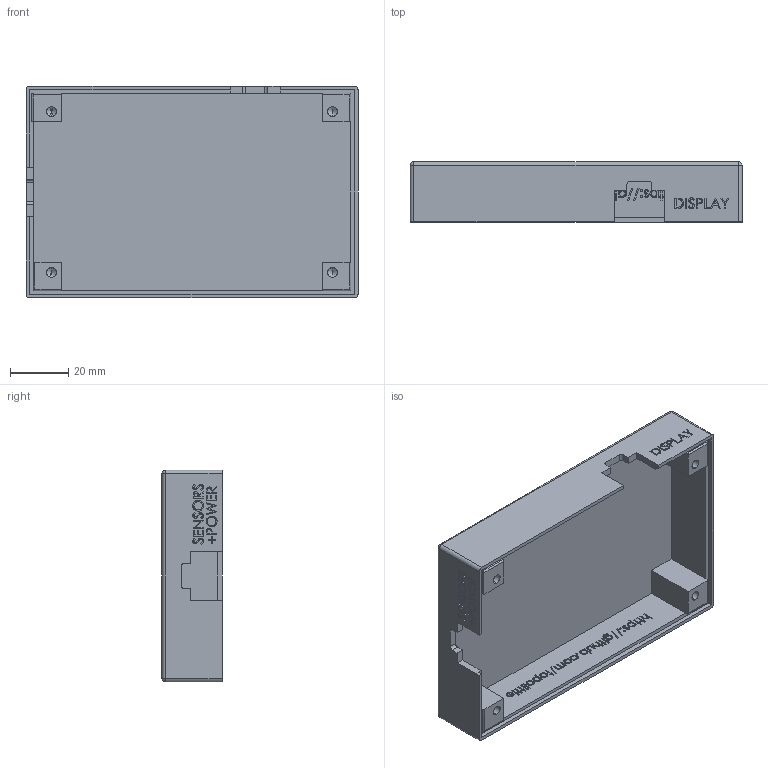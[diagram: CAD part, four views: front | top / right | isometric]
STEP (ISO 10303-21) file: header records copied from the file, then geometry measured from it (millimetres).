
FILE_DESCRIPTION (( 'STEP AP214' ), '1' );
FILE_NAME ('Enclosure_top.STEP', '2022-10-16T00:51:43', ( '' ), ( '' ), 'SwSTEP 2.0', 'SolidWorks 2020', '' );
FILE_SCHEMA (( 'AUTOMOTIVE_DESIGN' ));
Length unit declared in the file: inch
Products named in the file (1): Enclosure_top
Bounding box: 114.05 x 20.7 x 72.77 mm (x, y, z)
Volume: 42165.6 mm3; surface area: 30897.1 mm2
Topology: 1 solids, 1 shells, 717 faces, 1915 edges, 1260 vertices
Faces by surface type: plane 423, bspline 254, cylinder 28, cone 8, sphere 4
Entity records: 34583 total; most frequent: CARTESIAN_POINT 18432, ORIENTED_EDGE 3806, DIRECTION 2370, EDGE_CURVE 1903, VECTOR 1342, LINE 1342, VERTEX_POINT 1260, EDGE_LOOP 789
